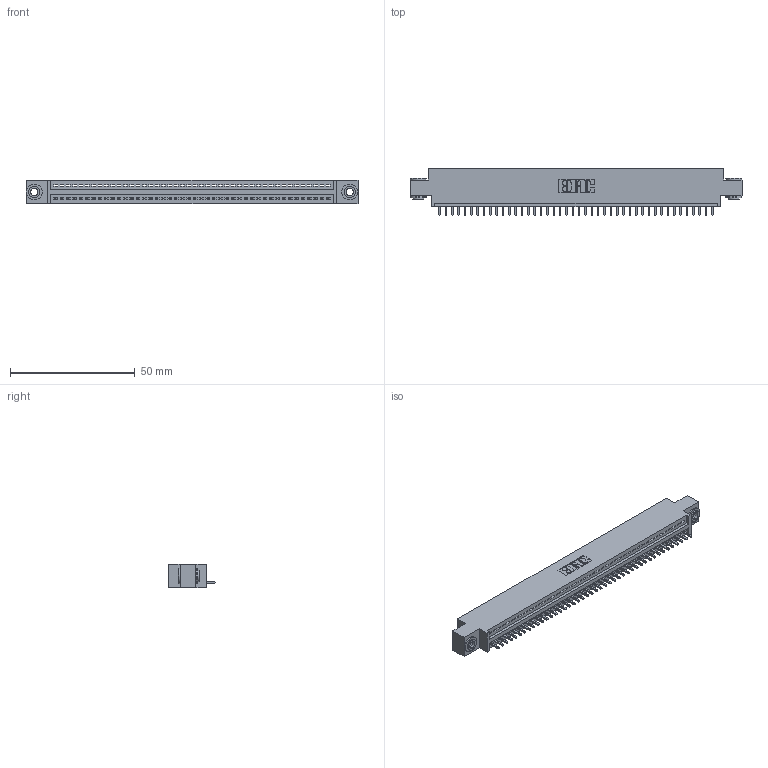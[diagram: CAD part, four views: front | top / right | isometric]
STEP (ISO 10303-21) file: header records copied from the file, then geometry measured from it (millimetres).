
FILE_DESCRIPTION (( 'STEP AP203' ), '1' );
FILE_NAME ('345-044-521-603.STEP', '2019-10-08T18:42:02', ( '' ), ( '' ), 'SwSTEP 2.0', 'SolidWorks 2016', '' );
FILE_SCHEMA (( 'CONFIG_CONTROL_DESIGN' ));
Length unit declared in the file: inch
Products named in the file (4): 345-250-002_345-250-002-102; 345 Part_0.170 Offset - 0.156 Dia-TH; 345-044-521-603; 345-292-001_345-293-121
Assembly tree (47 placements, depth 2):
  345-044-521-603
    345 Part_0.170 Offset - 0.156 Dia-TH
    345-292-001_345-293-121  x44
    345-250-002_345-250-002-102  x2
Bounding box: 132.97 x 18.72 x 9.4 mm (x, y, z)
Volume: 12426.7 mm3; surface area: 16392.6 mm2
Topology: 47 solids, 47 shells, 2720 faces, 8173 edges, 5386 vertices
Faces by surface type: plane 1854, cylinder 858, cone 8
Entity records: 33646 total; most frequent: CARTESIAN_POINT 5807, ORIENTED_EDGE 5778, DIRECTION 5099, EDGE_CURVE 2889, LINE 2557, VECTOR 2557, VERTEX_POINT 1922, AXIS2_PLACEMENT_3D 1271
